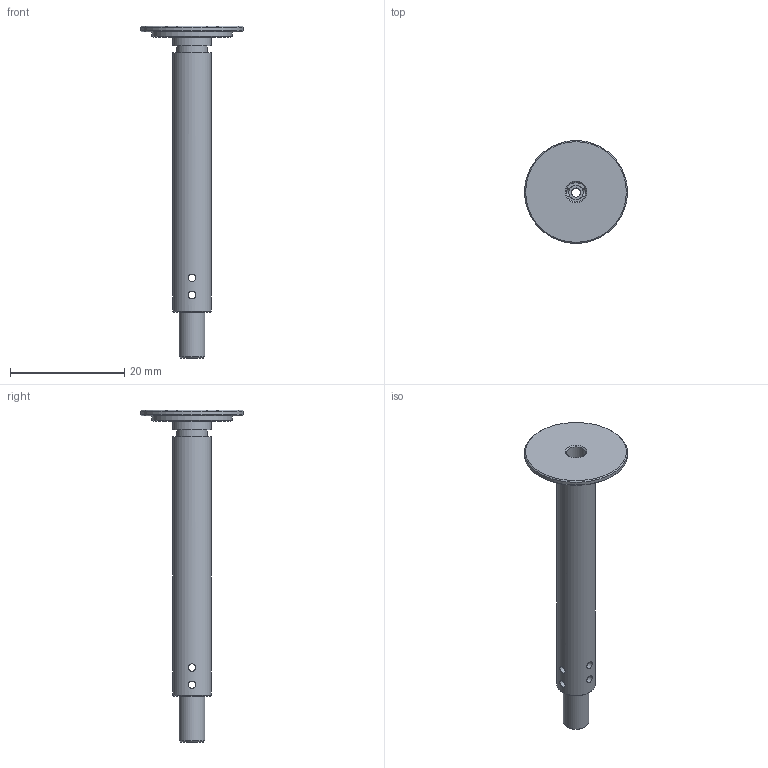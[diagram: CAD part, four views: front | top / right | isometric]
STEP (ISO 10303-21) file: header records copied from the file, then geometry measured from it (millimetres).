
FILE_DESCRIPTION(/* description */ (''),/* implementation_level */ '2;1');
FILE_NAME(/* name */ 'Testrr POM.stp',/* time_stamp */ '2024-06-25T08:01:31+02:00',/* author */ ('bjornke'),/* organization */ (''),/* preprocessor_version */ 'ST-DEVELOPER v20',/* originating_system */ 'Autodesk Inventor 2024',/* authorisation */ '');
FILE_SCHEMA (('AUTOMOTIVE_DESIGN { 1 0 10303 214 3 1 1 }'));
Length unit declared in the file: millimetre
Products named in the file (1): Testrør POM
Bounding box: 18 x 18 x 58 mm (x, y, z)
Volume: 1772.3 mm3; surface area: 2351.1 mm2
Topology: 1 solids, 1 shells, 34 faces, 99 edges, 69 vertices
Faces by surface type: cylinder 17, plane 10, cone 7
Full cylindrical faces by diameter (mm): 1.3 x8, 1.6 x1, 2.5 x1, 3.4 x1, 4.5 x1, 5.4 x1, 6.8 x2, 14 x1, 18 x1
Entity records: 1713 total; most frequent: CARTESIAN_POINT 749, ORIENTED_EDGE 198, DIRECTION 169, EDGE_CURVE 99, AXIS2_PLACEMENT_3D 69, VERTEX_POINT 68, EDGE_LOOP 53, B_SPLINE_CURVE_WITH_KNOTS 34
